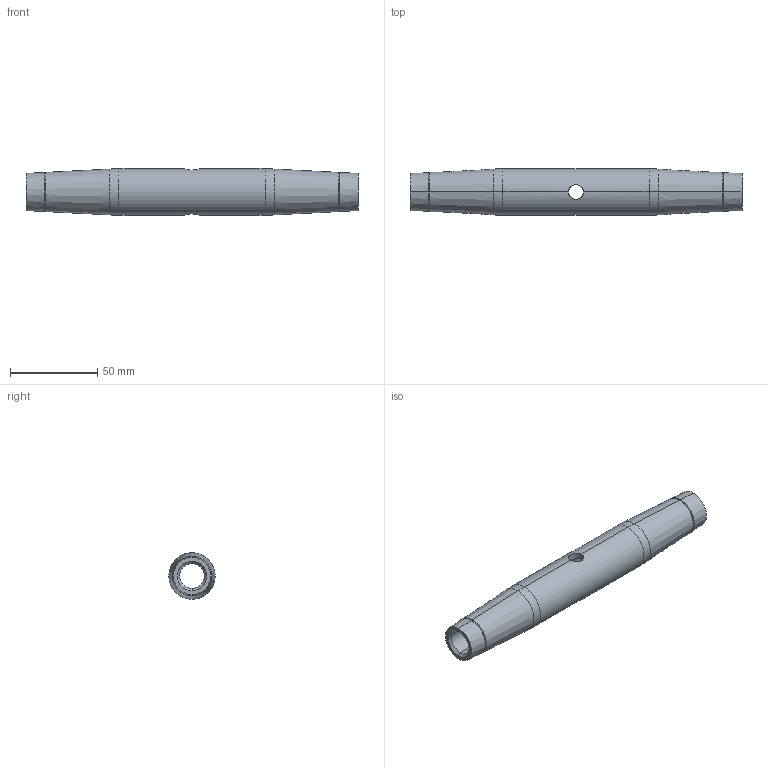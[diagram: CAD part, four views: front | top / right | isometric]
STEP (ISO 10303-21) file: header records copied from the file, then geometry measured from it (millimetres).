
FILE_DESCRIPTION (( 'STEP AP203' ), '1' );
FILE_NAME ('A14_7605-M16.STEP', '2025-10-16T08:57:20', ( '' ), ( '' ), 'SwSTEP 2.0', 'SolidWorks 2019', '' );
FILE_SCHEMA (( 'CONFIG_CONTROL_DESIGN' ));
Length unit declared in the file: millimetre
Products named in the file (1): A14_7605-M16
Bounding box: 190 x 26.5 x 26.5 mm (x, y, z)
Volume: 48010.9 mm3; surface area: 25758.7 mm2
Topology: 1 solids, 1 shells, 50 faces, 108 edges, 56 vertices
Faces by surface type: torus 20, cone 16, cylinder 12, plane 2
Entity records: 1673 total; most frequent: CARTESIAN_POINT 479, DIRECTION 270, ORIENTED_EDGE 216, AXIS2_PLACEMENT_3D 119, EDGE_CURVE 108, CIRCLE 68, VERTEX_POINT 56, EDGE_LOOP 52
